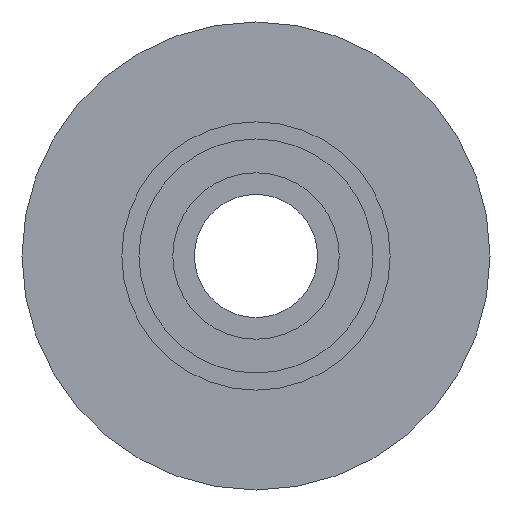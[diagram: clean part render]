
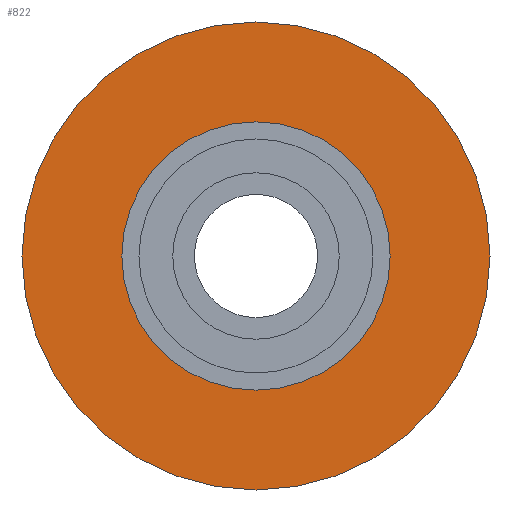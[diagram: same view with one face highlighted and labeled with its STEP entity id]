
A CAD part, front view. The second image highlights one B-rep face of the part: STEP entity #822.
In plain terms, the highlighted planar face has unit normal (0, -1, 0).
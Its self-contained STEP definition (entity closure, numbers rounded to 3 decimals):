
#103=FACE_BOUND('',#202,.T.);
#113=PLANE('',#956);
#140=FACE_OUTER_BOUND('',#201,.T.);
#201=EDGE_LOOP('',(#588,#589));
#202=EDGE_LOOP('',(#590,#591));
#317=CIRCLE('',#947,15.);
#318=CIRCLE('',#948,15.);
#321=CIRCLE('',#954,8.6);
#322=CIRCLE('',#955,8.6);
#367=VERTEX_POINT('',#1322);
#368=VERTEX_POINT('',#1324);
#371=VERTEX_POINT('',#1335);
#372=VERTEX_POINT('',#1337);
#444=EDGE_CURVE('',#367,#368,#317,.T.);
#445=EDGE_CURVE('',#368,#367,#318,.T.);
#450=EDGE_CURVE('',#372,#371,#321,.T.);
#451=EDGE_CURVE('',#371,#372,#322,.T.);
#588=ORIENTED_EDGE('',*,*,#445,.F.);
#589=ORIENTED_EDGE('',*,*,#444,.F.);
#590=ORIENTED_EDGE('',*,*,#450,.T.);
#591=ORIENTED_EDGE('',*,*,#451,.T.);
#822=ADVANCED_FACE('',(#140,#103),#113,.T.);
#947=AXIS2_PLACEMENT_3D('',#1325,#1076,#1077);
#948=AXIS2_PLACEMENT_3D('',#1326,#1078,#1079);
#954=AXIS2_PLACEMENT_3D('',#1338,#1092,#1093);
#955=AXIS2_PLACEMENT_3D('',#1339,#1094,#1095);
#956=AXIS2_PLACEMENT_3D('',#1340,#1096,#1097);
#1076=DIRECTION('center_axis',(0.,1.,0.));
#1077=DIRECTION('ref_axis',(1.,0.,0.));
#1078=DIRECTION('center_axis',(0.,1.,0.));
#1079=DIRECTION('ref_axis',(1.,0.,0.));
#1092=DIRECTION('center_axis',(0.,1.,0.));
#1093=DIRECTION('ref_axis',(1.,0.,0.));
#1094=DIRECTION('center_axis',(0.,1.,0.));
#1095=DIRECTION('ref_axis',(1.,0.,0.));
#1096=DIRECTION('center_axis',(0.,-1.,0.));
#1097=DIRECTION('ref_axis',(0.,0.,-1.));
#1322=CARTESIAN_POINT('',(15.,0.,0.));
#1324=CARTESIAN_POINT('',(-15.,0.,0.));
#1325=CARTESIAN_POINT('Origin',(0.,0.,0.));
#1326=CARTESIAN_POINT('Origin',(0.,0.,0.));
#1335=CARTESIAN_POINT('',(8.6,0.,0.));
#1337=CARTESIAN_POINT('',(-8.6,0.,0.));
#1338=CARTESIAN_POINT('Origin',(0.,0.,0.));
#1339=CARTESIAN_POINT('Origin',(0.,0.,0.));
#1340=CARTESIAN_POINT('Origin',(-15.,0.,0.));
